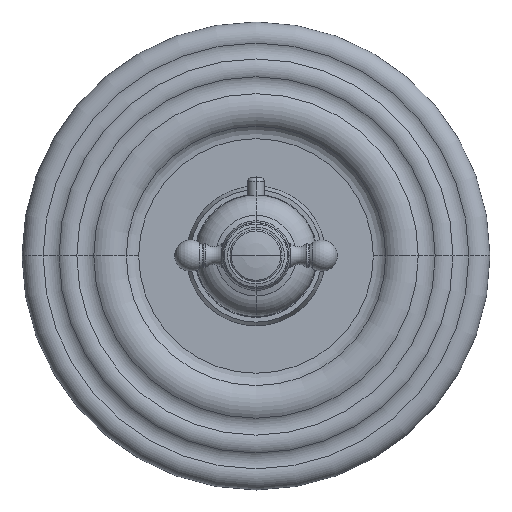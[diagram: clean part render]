
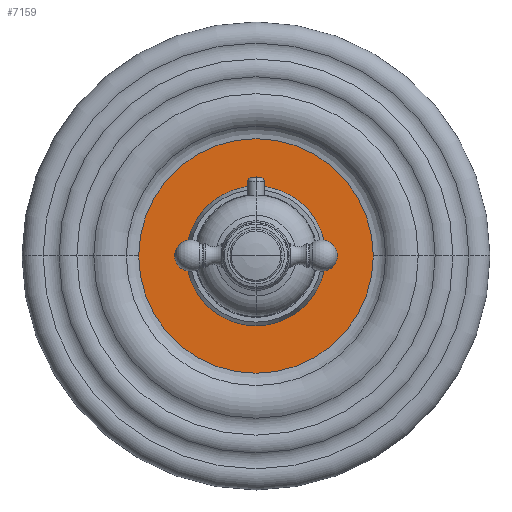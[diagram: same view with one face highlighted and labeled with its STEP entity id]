
A CAD part, top view. The second image highlights one B-rep face of the part: STEP entity #7159.
In plain terms, the highlighted planar face has unit normal (0, 0, 1).
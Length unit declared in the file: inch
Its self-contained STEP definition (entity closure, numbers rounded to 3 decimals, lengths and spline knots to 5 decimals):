
#120=CARTESIAN_POINT('',(0.,0.,0.31244));
#121=DIRECTION('',(0.,0.,-1.));
#122=DIRECTION('',(1.,0.,0.));
#123=AXIS2_PLACEMENT_3D('',#120,#121,#122);
#130=CARTESIAN_POINT('',(0.,0.,0.31244));
#131=DIRECTION('',(0.,0.,-1.));
#132=DIRECTION('',(-1.,0.,0.));
#133=AXIS2_PLACEMENT_3D('',#130,#131,#132);
#135=CARTESIAN_POINT('',(0.,0.,0.31244));
#136=DIRECTION('',(0.,0.,-1.));
#137=DIRECTION('',(1.,0.,0.));
#138=AXIS2_PLACEMENT_3D('',#135,#136,#137);
#140=CARTESIAN_POINT('',(0.,0.,0.31244));
#141=DIRECTION('',(0.,0.,1.));
#142=DIRECTION('',(1.,0.,0.));
#143=AXIS2_PLACEMENT_3D('',#140,#141,#142);
#5844=CARTESIAN_POINT('',(1.87952,0.,0.31244));
#5845=CARTESIAN_POINT('',(-1.87952,0.,0.31244));
#5846=VERTEX_POINT('',#5844);
#5847=VERTEX_POINT('',#5845);
#5852=CARTESIAN_POINT('',(-1.12,0.,0.31244));
#5853=CARTESIAN_POINT('',(1.12,0.,0.31244));
#5854=VERTEX_POINT('',#5852);
#5855=VERTEX_POINT('',#5853);
#7143=CARTESIAN_POINT('',(0.,0.,0.31244));
#7144=DIRECTION('',(0.,0.,-1.));
#7145=DIRECTION('',(-1.,0.,0.));
#7146=AXIS2_PLACEMENT_3D('',#7143,#7144,#7145);
#7147=PLANE('',#7146);
#7148=ORIENTED_EDGE('',*,*,#7133,.T.);
#7150=ORIENTED_EDGE('',*,*,#7149,.F.);
#7151=EDGE_LOOP('',(#7148,#7150));
#7152=FACE_OUTER_BOUND('',#7151,.F.);
#7154=ORIENTED_EDGE('',*,*,#7153,.F.);
#7156=ORIENTED_EDGE('',*,*,#7155,.F.);
#7157=EDGE_LOOP('',(#7154,#7156));
#7158=FACE_BOUND('',#7157,.F.);
#7159=ADVANCED_FACE('',(#7152,#7158),#7147,.F.);
#124=CIRCLE('',#123,1.87952);
#134=CIRCLE('',#133,1.12);
#139=CIRCLE('',#138,1.12);
#144=CIRCLE('',#143,1.87952);
#7133=EDGE_CURVE('',#5846,#5847,#124,.T.);
#7149=EDGE_CURVE('',#5846,#5847,#144,.T.);
#7153=EDGE_CURVE('',#5854,#5855,#134,.T.);
#7155=EDGE_CURVE('',#5855,#5854,#139,.T.);
